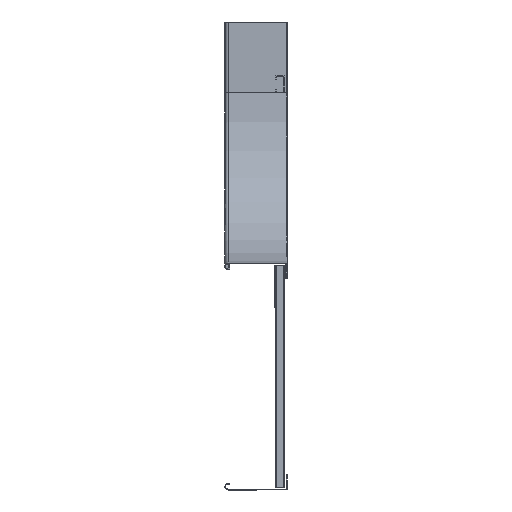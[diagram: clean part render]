
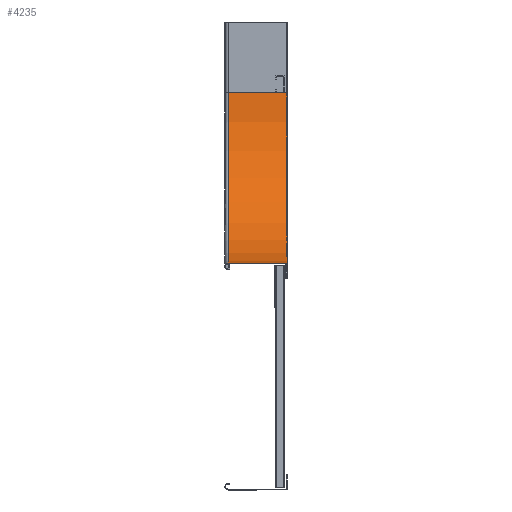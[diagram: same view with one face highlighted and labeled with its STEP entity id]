
A CAD part, left-side view. The second image highlights one B-rep face of the part: STEP entity #4235.
In plain terms, the highlighted cylindrical face has radius 300 mm (diameter 600 mm), a partial arc.
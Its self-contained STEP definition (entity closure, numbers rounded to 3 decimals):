
#829 = CARTESIAN_POINT ( 'NONE',  ( 300., 0., -125. ) ) ;
#966 = VERTEX_POINT ( 'NONE', #7764 ) ;
#1030 = VECTOR ( 'NONE', #3430, 1000. ) ;
#1098 = VERTEX_POINT ( 'NONE', #4633 ) ;
#1201 = DIRECTION ( 'NONE',  ( 0., -1., 0. ) ) ;
#2012 = VERTEX_POINT ( 'NONE', #5671 ) ;
#2439 = CARTESIAN_POINT ( 'NONE',  ( 300., 0., -125. ) ) ;
#2462 = EDGE_CURVE ( 'NONE', #2012, #966, #12825, .T. ) ;
#2542 = ORIENTED_EDGE ( 'NONE', *, *, #13154, .T. ) ;
#2572 = LINE ( 'NONE', #2833, #4738 ) ;
#2833 = CARTESIAN_POINT ( 'NONE',  ( 300., 0., -425. ) ) ;
#3430 = DIRECTION ( 'NONE',  ( 0., 1., 0. ) ) ;
#3508 = DIRECTION ( 'NONE',  ( 0., 0., 1. ) ) ;
#4235 = ADVANCED_FACE ( 'NONE', ( #13423 ), #7863, .F. ) ;
#4385 = CARTESIAN_POINT ( 'NONE',  ( 300., 0., -425. ) ) ;
#4633 = CARTESIAN_POINT ( 'NONE',  ( 0., 0., -125. ) ) ;
#4724 = ORIENTED_EDGE ( 'NONE', *, *, #2462, .F. ) ;
#4738 = VECTOR ( 'NONE', #4983, 1000. ) ;
#4983 = DIRECTION ( 'NONE',  ( 0., 1., 0. ) ) ;
#5027 = DIRECTION ( 'NONE',  ( 0., 0., -1. ) ) ;
#5671 = CARTESIAN_POINT ( 'NONE',  ( 0., 104., -125. ) ) ;
#6306 = EDGE_CURVE ( 'NONE', #1098, #2012, #11573, .T. ) ;
#6601 = CARTESIAN_POINT ( 'NONE',  ( 0., 0., -125. ) ) ;
#7203 = DIRECTION ( 'NONE',  ( 0., -1., 0. ) ) ;
#7543 = CARTESIAN_POINT ( 'NONE',  ( 300., 104., -125. ) ) ;
#7594 = VERTEX_POINT ( 'NONE', #4385 ) ;
#7764 = CARTESIAN_POINT ( 'NONE',  ( 300., 104., -425. ) ) ;
#7863 = CYLINDRICAL_SURFACE ( 'NONE', #12421, 300. ) ;
#8362 = ORIENTED_EDGE ( 'NONE', *, *, #10422, .T. ) ;
#8539 = AXIS2_PLACEMENT_3D ( 'NONE', #2439, #9836, #3508 ) ;
#8578 = DIRECTION ( 'NONE',  ( -1., 0., 0. ) ) ;
#9137 = AXIS2_PLACEMENT_3D ( 'NONE', #7543, #1201, #8578 ) ;
#9740 = ORIENTED_EDGE ( 'NONE', *, *, #6306, .F. ) ;
#9760 = EDGE_LOOP ( 'NONE', ( #4724, #9740, #8362, #2542 ) ) ;
#9836 = DIRECTION ( 'NONE',  ( 0., -1., 0. ) ) ;
#10422 = EDGE_CURVE ( 'NONE', #1098, #7594, #13657, .T. ) ;
#11573 = LINE ( 'NONE', #6601, #1030 ) ;
#12421 = AXIS2_PLACEMENT_3D ( 'NONE', #829, #7203, #5027 ) ;
#12825 = CIRCLE ( 'NONE', #9137, 300. ) ;
#13154 = EDGE_CURVE ( 'NONE', #7594, #966, #2572, .T. ) ;
#13423 = FACE_OUTER_BOUND ( 'NONE', #9760, .T. ) ;
#13657 = CIRCLE ( 'NONE', #8539, 300. ) ;
